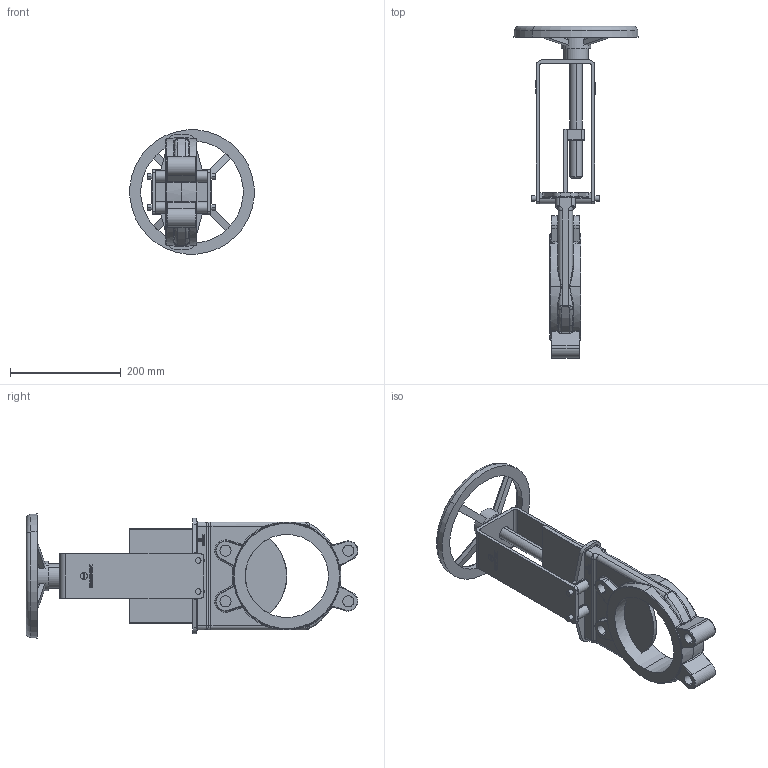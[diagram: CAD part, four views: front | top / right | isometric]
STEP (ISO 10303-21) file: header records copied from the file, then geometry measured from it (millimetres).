
FILE_DESCRIPTION (( 'STEP AP214' ), '1' );
FILE_NAME ('EB150_acci._volante HNA.STEP', '2008-11-17T14:53:02', ( 'user' ), ( '' ), 'SwSTEP 2.0', 'SolidWorks 2007', '' );
FILE_SCHEMA (( 'AUTOMOTIVE_DESIGN' ));
Length unit declared in the file: millimetre
Products named in the file (3): cuerpoEB150_volante_Predeterminado; EB150_acci._volante HNA; volante150_Predeterminado
Assembly tree (2 placements, depth 2):
  EB150_acci._volante HNA
    cuerpoEB150_volante_Predeterminado
    volante150_Predeterminado
Bounding box: 224.25 x 599.35 x 224.25 mm (x, y, z)
Volume: 2387908.7 mm3; surface area: 414152.5 mm2
Topology: 2 solids, 6 shells, 951 faces, 2426 edges, 1526 vertices
Faces by surface type: plane 545, cylinder 200, bspline 104, torus 60, sphere 32, cone 10
Entity records: 32168 total; most frequent: CARTESIAN_POINT 9844, ORIENTED_EDGE 4796, DIRECTION 4357, EDGE_CURVE 2398, VECTOR 1551, LINE 1551, VERTEX_POINT 1526, AXIS2_PLACEMENT_3D 1403
